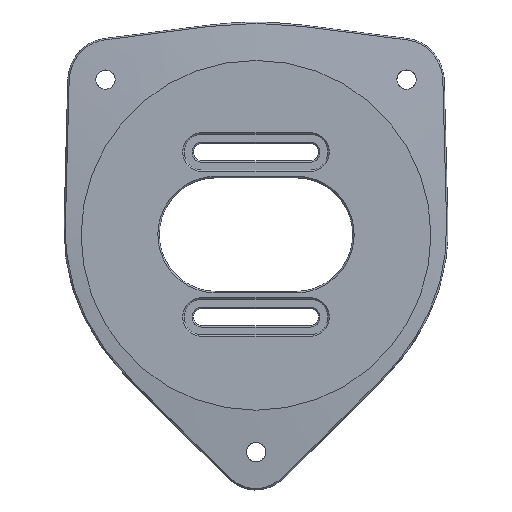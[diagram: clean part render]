
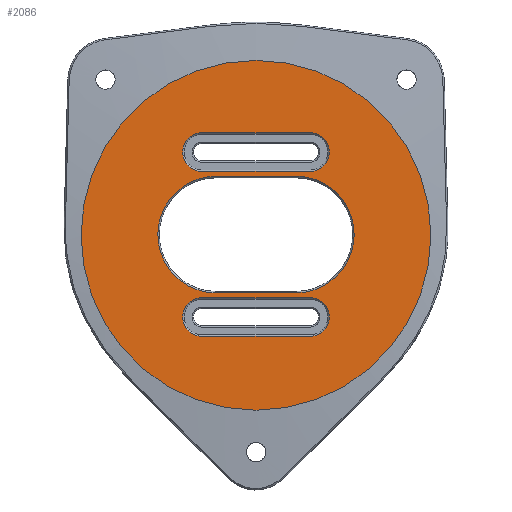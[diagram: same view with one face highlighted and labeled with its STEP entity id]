
A CAD part, top view. The second image highlights one B-rep face of the part: STEP entity #2086.
In plain terms, the highlighted planar face has unit normal (0, 0, 1).
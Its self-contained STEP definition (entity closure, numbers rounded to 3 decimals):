
#23=CIRCLE('',#2153,61.498);
#35=FACE_BOUND('',#342,.T.);
#36=FACE_BOUND('',#343,.T.);
#37=FACE_BOUND('',#344,.T.);
#96=PLANE('',#2157);
#202=FACE_OUTER_BOUND('',#341,.T.);
#341=EDGE_LOOP('',(#1787));
#342=EDGE_LOOP('',(#1788,#1789,#1790,#1791,#1792,#1793));
#343=EDGE_LOOP('',(#1794,#1795,#1796,#1797,#1798,#1799));
#344=EDGE_LOOP('',(#1800,#1801,#1802,#1803,#1804,#1805));
#480=B_SPLINE_CURVE_WITH_KNOTS('',3,(#4518,#4519,#4520,#4521),
 .UNSPECIFIED.,.F.,.F.,(4,4),(-1.,0.),.UNSPECIFIED.);
#482=B_SPLINE_CURVE_WITH_KNOTS('',3,(#4547,#4548,#4549,#4550),
 .UNSPECIFIED.,.F.,.F.,(4,4),(-1.,0.),.UNSPECIFIED.);
#484=B_SPLINE_CURVE_WITH_KNOTS('',3,(#4580,#4581,#4582,#4583),
 .UNSPECIFIED.,.F.,.F.,(4,4),(-1.,0.),.UNSPECIFIED.);
#486=B_SPLINE_CURVE_WITH_KNOTS('',3,(#4607,#4608,#4609,#4610),
 .UNSPECIFIED.,.F.,.F.,(4,4),(-1.,0.),.UNSPECIFIED.);
#488=B_SPLINE_CURVE_WITH_KNOTS('',3,(#4642,#4643,#4644,#4645),
 .UNSPECIFIED.,.F.,.F.,(4,4),(-1.,0.),.UNSPECIFIED.);
#489=B_SPLINE_CURVE_WITH_KNOTS('',3,(#4647,#4648,#4649,#4650),
 .UNSPECIFIED.,.F.,.F.,(4,4),(-1.,0.),.UNSPECIFIED.);
#490=B_SPLINE_CURVE_WITH_KNOTS('',3,(#4654,#4655,#4656,#4657),
 .UNSPECIFIED.,.F.,.F.,(4,4),(-1.,0.),.UNSPECIFIED.);
#491=B_SPLINE_CURVE_WITH_KNOTS('',3,(#4659,#4660,#4661,#4662),
 .UNSPECIFIED.,.F.,.F.,(4,4),(-1.,0.),.UNSPECIFIED.);
#492=B_SPLINE_CURVE_WITH_KNOTS('',3,(#4666,#4667,#4668,#4669),
 .UNSPECIFIED.,.F.,.F.,(4,4),(-1.,0.),.UNSPECIFIED.);
#493=B_SPLINE_CURVE_WITH_KNOTS('',3,(#4673,#4674,#4675,#4676),
 .UNSPECIFIED.,.F.,.F.,(4,4),(-1.,0.),.UNSPECIFIED.);
#494=B_SPLINE_CURVE_WITH_KNOTS('',3,(#4678,#4679,#4680,#4681),
 .UNSPECIFIED.,.F.,.F.,(4,4),(-1.,0.),.UNSPECIFIED.);
#495=B_SPLINE_CURVE_WITH_KNOTS('',3,(#4684,#4685,#4686,#4687),
 .UNSPECIFIED.,.F.,.F.,(4,4),(-1.,0.),.UNSPECIFIED.);
#631=LINE('',#4559,#803);
#635=LINE('',#4616,#807);
#641=LINE('',#4652,#813);
#642=LINE('',#4663,#814);
#643=LINE('',#4671,#815);
#644=LINE('',#4683,#816);
#803=VECTOR('',#2371,10.);
#807=VECTOR('',#2377,10.);
#813=VECTOR('',#2387,10.);
#814=VECTOR('',#2388,10.);
#815=VECTOR('',#2389,10.);
#816=VECTOR('',#2390,10.);
#986=VERTEX_POINT('',#4375);
#994=VERTEX_POINT('',#4515);
#995=VERTEX_POINT('',#4517);
#998=VERTEX_POINT('',#4545);
#1000=VERTEX_POINT('',#4557);
#1002=VERTEX_POINT('',#4578);
#1004=VERTEX_POINT('',#4605);
#1005=VERTEX_POINT('',#4640);
#1006=VERTEX_POINT('',#4641);
#1007=VERTEX_POINT('',#4646);
#1008=VERTEX_POINT('',#4651);
#1009=VERTEX_POINT('',#4653);
#1010=VERTEX_POINT('',#4658);
#1011=VERTEX_POINT('',#4664);
#1012=VERTEX_POINT('',#4665);
#1013=VERTEX_POINT('',#4670);
#1014=VERTEX_POINT('',#4672);
#1015=VERTEX_POINT('',#4677);
#1016=VERTEX_POINT('',#4682);
#1252=EDGE_CURVE('',#986,#986,#23,.T.);
#1260=EDGE_CURVE('',#994,#995,#480,.T.);
#1264=EDGE_CURVE('',#998,#994,#482,.T.);
#1267=EDGE_CURVE('',#1000,#998,#631,.T.);
#1270=EDGE_CURVE('',#1002,#1000,#484,.T.);
#1273=EDGE_CURVE('',#1004,#1002,#486,.T.);
#1275=EDGE_CURVE('',#995,#1004,#635,.T.);
#1281=EDGE_CURVE('',#1005,#1006,#488,.T.);
#1282=EDGE_CURVE('',#1007,#1005,#489,.T.);
#1283=EDGE_CURVE('',#1008,#1007,#641,.T.);
#1284=EDGE_CURVE('',#1009,#1008,#490,.T.);
#1285=EDGE_CURVE('',#1010,#1009,#491,.T.);
#1286=EDGE_CURVE('',#1006,#1010,#642,.T.);
#1287=EDGE_CURVE('',#1011,#1012,#492,.T.);
#1288=EDGE_CURVE('',#1013,#1011,#643,.T.);
#1289=EDGE_CURVE('',#1014,#1013,#493,.T.);
#1290=EDGE_CURVE('',#1015,#1014,#494,.T.);
#1291=EDGE_CURVE('',#1016,#1015,#644,.T.);
#1292=EDGE_CURVE('',#1012,#1016,#495,.T.);
#1787=ORIENTED_EDGE('',*,*,#1252,.T.);
#1788=ORIENTED_EDGE('',*,*,#1281,.F.);
#1789=ORIENTED_EDGE('',*,*,#1282,.F.);
#1790=ORIENTED_EDGE('',*,*,#1283,.F.);
#1791=ORIENTED_EDGE('',*,*,#1284,.F.);
#1792=ORIENTED_EDGE('',*,*,#1285,.F.);
#1793=ORIENTED_EDGE('',*,*,#1286,.F.);
#1794=ORIENTED_EDGE('',*,*,#1287,.F.);
#1795=ORIENTED_EDGE('',*,*,#1288,.F.);
#1796=ORIENTED_EDGE('',*,*,#1289,.F.);
#1797=ORIENTED_EDGE('',*,*,#1290,.F.);
#1798=ORIENTED_EDGE('',*,*,#1291,.F.);
#1799=ORIENTED_EDGE('',*,*,#1292,.F.);
#1800=ORIENTED_EDGE('',*,*,#1260,.F.);
#1801=ORIENTED_EDGE('',*,*,#1264,.F.);
#1802=ORIENTED_EDGE('',*,*,#1267,.F.);
#1803=ORIENTED_EDGE('',*,*,#1270,.F.);
#1804=ORIENTED_EDGE('',*,*,#1273,.F.);
#1805=ORIENTED_EDGE('',*,*,#1275,.F.);
#2086=ADVANCED_FACE('',(#202,#35,#36,#37),#96,.T.);
#2153=AXIS2_PLACEMENT_3D('',#4377,#2363,#2364);
#2157=AXIS2_PLACEMENT_3D('',#4639,#2385,#2386);
#2363=DIRECTION('center_axis',(0.,0.,1.));
#2364=DIRECTION('ref_axis',(0.,-1.,0.));
#2371=DIRECTION('',(-1.,0.,0.));
#2377=DIRECTION('',(1.,0.,0.));
#2385=DIRECTION('center_axis',(0.,0.,1.));
#2386=DIRECTION('ref_axis',(1.,0.,0.));
#2387=DIRECTION('',(-1.,0.,0.));
#2388=DIRECTION('',(1.,0.,0.));
#2389=DIRECTION('',(-1.,0.,0.));
#2390=DIRECTION('',(1.,0.,0.));
#4375=CARTESIAN_POINT('',(67.525,-13.834,13.));
#4377=CARTESIAN_POINT('Origin',(67.525,-75.332,13.));
#4515=CARTESIAN_POINT('',(41.726,-46.083,13.));
#4517=CARTESIAN_POINT('',(48.526,-52.882,13.));
#4518=CARTESIAN_POINT('Ctrl Pts',(41.726,-46.083,13.));
#4519=CARTESIAN_POINT('Ctrl Pts',(41.726,-49.827,13.));
#4520=CARTESIAN_POINT('Ctrl Pts',(44.781,-52.882,13.));
#4521=CARTESIAN_POINT('Ctrl Pts',(48.526,-52.882,13.));
#4545=CARTESIAN_POINT('',(48.526,-39.283,13.));
#4547=CARTESIAN_POINT('Ctrl Pts',(48.526,-39.283,13.));
#4548=CARTESIAN_POINT('Ctrl Pts',(44.781,-39.283,13.));
#4549=CARTESIAN_POINT('Ctrl Pts',(41.726,-42.338,13.));
#4550=CARTESIAN_POINT('Ctrl Pts',(41.726,-46.083,13.));
#4557=CARTESIAN_POINT('',(86.525,-39.283,13.));
#4559=CARTESIAN_POINT('',(58.026,-39.283,13.));
#4578=CARTESIAN_POINT('',(93.325,-46.083,13.));
#4580=CARTESIAN_POINT('Ctrl Pts',(93.325,-46.083,13.));
#4581=CARTESIAN_POINT('Ctrl Pts',(93.325,-42.338,13.));
#4582=CARTESIAN_POINT('Ctrl Pts',(90.27,-39.283,13.));
#4583=CARTESIAN_POINT('Ctrl Pts',(86.525,-39.283,13.));
#4605=CARTESIAN_POINT('',(86.525,-52.882,13.));
#4607=CARTESIAN_POINT('Ctrl Pts',(86.525,-52.882,13.));
#4608=CARTESIAN_POINT('Ctrl Pts',(90.27,-52.882,13.));
#4609=CARTESIAN_POINT('Ctrl Pts',(93.325,-49.827,13.));
#4610=CARTESIAN_POINT('Ctrl Pts',(93.325,-46.083,13.));
#4616=CARTESIAN_POINT('',(77.025,-52.882,13.));
#4639=CARTESIAN_POINT('Origin',(67.525,-83.214,13.));
#4640=CARTESIAN_POINT('',(33.026,-75.082,13.));
#4641=CARTESIAN_POINT('',(53.526,-95.581,13.));
#4642=CARTESIAN_POINT('Ctrl Pts',(33.026,-75.082,13.));
#4643=CARTESIAN_POINT('Ctrl Pts',(33.026,-86.369,13.));
#4644=CARTESIAN_POINT('Ctrl Pts',(42.239,-95.581,13.));
#4645=CARTESIAN_POINT('Ctrl Pts',(53.526,-95.581,13.));
#4646=CARTESIAN_POINT('',(53.526,-54.582,13.));
#4647=CARTESIAN_POINT('Ctrl Pts',(53.526,-54.582,13.));
#4648=CARTESIAN_POINT('Ctrl Pts',(42.239,-54.582,13.));
#4649=CARTESIAN_POINT('Ctrl Pts',(33.026,-63.795,13.));
#4650=CARTESIAN_POINT('Ctrl Pts',(33.026,-75.082,13.));
#4651=CARTESIAN_POINT('',(81.525,-54.582,13.));
#4652=CARTESIAN_POINT('',(60.526,-54.582,13.));
#4653=CARTESIAN_POINT('',(102.024,-75.082,13.));
#4654=CARTESIAN_POINT('Ctrl Pts',(102.024,-75.082,13.));
#4655=CARTESIAN_POINT('Ctrl Pts',(102.024,-63.795,13.));
#4656=CARTESIAN_POINT('Ctrl Pts',(92.812,-54.582,13.));
#4657=CARTESIAN_POINT('Ctrl Pts',(81.525,-54.582,13.));
#4658=CARTESIAN_POINT('',(81.525,-95.581,13.));
#4659=CARTESIAN_POINT('Ctrl Pts',(81.525,-95.581,13.));
#4660=CARTESIAN_POINT('Ctrl Pts',(92.812,-95.581,13.));
#4661=CARTESIAN_POINT('Ctrl Pts',(102.024,-86.369,13.));
#4662=CARTESIAN_POINT('Ctrl Pts',(102.024,-75.082,13.));
#4663=CARTESIAN_POINT('',(74.525,-95.581,13.));
#4664=CARTESIAN_POINT('',(48.526,-97.281,13.));
#4665=CARTESIAN_POINT('',(41.726,-104.081,13.));
#4666=CARTESIAN_POINT('Ctrl Pts',(48.526,-97.281,13.));
#4667=CARTESIAN_POINT('Ctrl Pts',(44.781,-97.281,13.));
#4668=CARTESIAN_POINT('Ctrl Pts',(41.726,-100.336,13.));
#4669=CARTESIAN_POINT('Ctrl Pts',(41.726,-104.081,13.));
#4670=CARTESIAN_POINT('',(86.525,-97.281,13.));
#4671=CARTESIAN_POINT('',(58.026,-97.281,13.));
#4672=CARTESIAN_POINT('',(93.325,-104.081,13.));
#4673=CARTESIAN_POINT('Ctrl Pts',(93.325,-104.081,13.));
#4674=CARTESIAN_POINT('Ctrl Pts',(93.325,-100.336,13.));
#4675=CARTESIAN_POINT('Ctrl Pts',(90.27,-97.281,13.));
#4676=CARTESIAN_POINT('Ctrl Pts',(86.525,-97.281,13.));
#4677=CARTESIAN_POINT('',(86.525,-110.881,13.));
#4678=CARTESIAN_POINT('Ctrl Pts',(86.525,-110.881,13.));
#4679=CARTESIAN_POINT('Ctrl Pts',(90.269,-110.881,13.));
#4680=CARTESIAN_POINT('Ctrl Pts',(93.325,-107.826,13.));
#4681=CARTESIAN_POINT('Ctrl Pts',(93.325,-104.081,13.));
#4682=CARTESIAN_POINT('',(48.526,-110.881,13.));
#4683=CARTESIAN_POINT('',(77.025,-110.881,13.));
#4684=CARTESIAN_POINT('Ctrl Pts',(41.726,-104.081,13.));
#4685=CARTESIAN_POINT('Ctrl Pts',(41.726,-107.826,13.));
#4686=CARTESIAN_POINT('Ctrl Pts',(44.781,-110.881,13.));
#4687=CARTESIAN_POINT('Ctrl Pts',(48.526,-110.881,13.));
